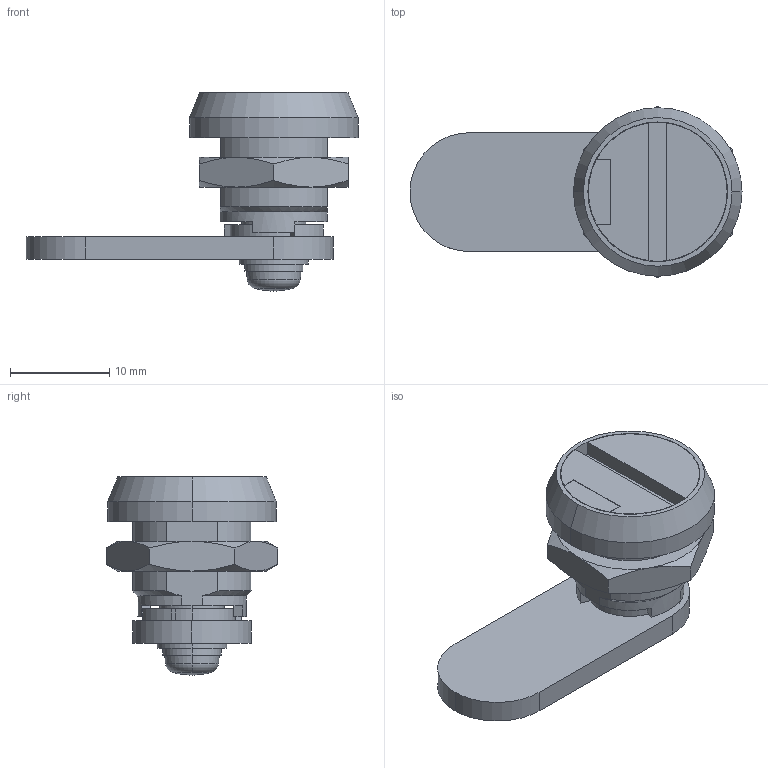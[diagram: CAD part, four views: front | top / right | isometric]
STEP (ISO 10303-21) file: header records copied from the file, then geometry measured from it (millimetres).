
FILE_DESCRIPTION (( 'STEP AP214' ), '1' );
FILE_NAME ('TL_401.STEP', '2015-02-23T00:29:16', ( '' ), ( '' ), 'SwSTEP 2.0', 'SolidWorks 2015', '' );
FILE_SCHEMA (( 'AUTOMOTIVE_DESIGN' ));
Length unit declared in the file: millimetre
Products named in the file (5): nut; control cam; cam; case; TL_401
Assembly tree (4 placements, depth 2):
  TL_401
    case
    cam
    control cam
    nut
Bounding box: 33.5 x 17.32 x 19.99 mm (x, y, z)
Volume: 2923.8 mm3; surface area: 2949.8 mm2
Topology: 4 solids, 4 shells, 139 faces, 345 edges, 224 vertices
Faces by surface type: plane 78, cylinder 39, cone 18, torus 2, sphere 2
Entity records: 4453 total; most frequent: CARTESIAN_POINT 867, DIRECTION 745, ORIENTED_EDGE 690, EDGE_CURVE 345, AXIS2_PLACEMENT_3D 282, VERTEX_POINT 224, LINE 181, VECTOR 181
